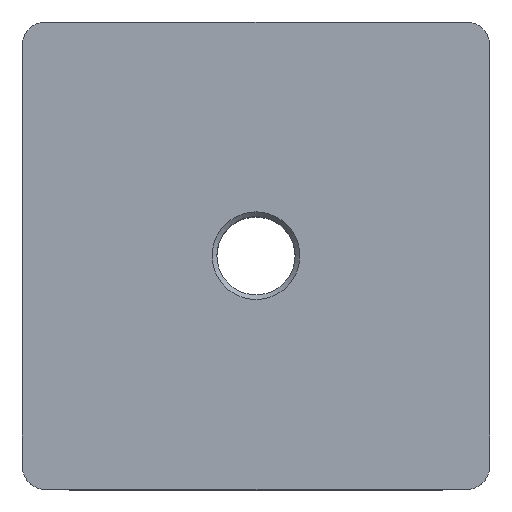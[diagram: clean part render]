
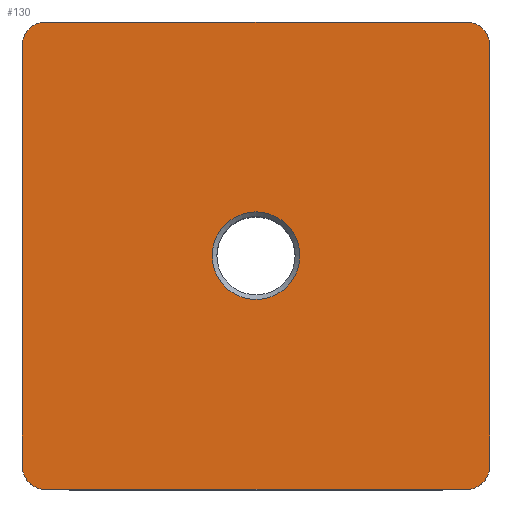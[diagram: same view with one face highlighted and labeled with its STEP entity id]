
A CAD part, top view. The second image highlights one B-rep face of the part: STEP entity #130.
In plain terms, the highlighted planar face has unit normal (0, 0, 1).
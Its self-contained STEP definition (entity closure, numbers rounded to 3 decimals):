
#130 = ADVANCED_FACE( '', ( #325, #326 ), #327, .T. );
#325 = FACE_BOUND( '', #592, .T. );
#326 = FACE_OUTER_BOUND( '', #593, .T. );
#327 = PLANE( '', #594 );
#592 = EDGE_LOOP( '', ( #923 ) );
#593 = EDGE_LOOP( '', ( #924, #925, #926, #927, #928, #929, #930, #931 ) );
#594 = AXIS2_PLACEMENT_3D( '', #932, #933, #934 );
#923 = ORIENTED_EDGE( '', *, *, #1610, .T. );
#924 = ORIENTED_EDGE( '', *, *, #1611, .T. );
#925 = ORIENTED_EDGE( '', *, *, #1612, .T. );
#926 = ORIENTED_EDGE( '', *, *, #1613, .T. );
#927 = ORIENTED_EDGE( '', *, *, #1614, .T. );
#928 = ORIENTED_EDGE( '', *, *, #1615, .T. );
#929 = ORIENTED_EDGE( '', *, *, #1569, .T. );
#930 = ORIENTED_EDGE( '', *, *, #1616, .T. );
#931 = ORIENTED_EDGE( '', *, *, #1617, .T. );
#932 = CARTESIAN_POINT( '', ( 0., 0., 36. ) );
#933 = DIRECTION( '', ( 0., 0., 1. ) );
#934 = DIRECTION( '', ( 1., 0., 0. ) );
#1569 = EDGE_CURVE( '', #1873, #1874, #1875, .T. );
#1610 = EDGE_CURVE( '', #1943, #1943, #1944, .F. );
#1611 = EDGE_CURVE( '', #1945, #1946, #1947, .T. );
#1612 = EDGE_CURVE( '', #1946, #1948, #1949, .T. );
#1613 = EDGE_CURVE( '', #1948, #1950, #1951, .T. );
#1614 = EDGE_CURVE( '', #1950, #1952, #1953, .T. );
#1615 = EDGE_CURVE( '', #1952, #1873, #1954, .T. );
#1616 = EDGE_CURVE( '', #1874, #1955, #1956, .T. );
#1617 = EDGE_CURVE( '', #1955, #1945, #1957, .T. );
#1873 = VERTEX_POINT( '', #2310 );
#1874 = VERTEX_POINT( '', #2311 );
#1875 = CIRCLE( '', #2312, 2.5 );
#1943 = VERTEX_POINT( '', #2410 );
#1944 = CIRCLE( '', #2411, 4.688 );
#1945 = VERTEX_POINT( '', #2412 );
#1946 = VERTEX_POINT( '', #2413 );
#1947 = LINE( '', #2414, #2415 );
#1948 = VERTEX_POINT( '', #2416 );
#1949 = CIRCLE( '', #2417, 2.5 );
#1950 = VERTEX_POINT( '', #2418 );
#1951 = LINE( '', #2419, #2420 );
#1952 = VERTEX_POINT( '', #2421 );
#1953 = CIRCLE( '', #2422, 2.5 );
#1954 = LINE( '', #2423, #2424 );
#1955 = VERTEX_POINT( '', #2425 );
#1956 = LINE( '', #2426, #2427 );
#1957 = CIRCLE( '', #2428, 2.5 );
#2310 = CARTESIAN_POINT( '', ( 25., 22.5, 36. ) );
#2311 = CARTESIAN_POINT( '', ( 22.5, 25., 36. ) );
#2312 = AXIS2_PLACEMENT_3D( '', #2855, #2856, #2857 );
#2410 = CARTESIAN_POINT( '', ( 4.688, 0., 36. ) );
#2411 = AXIS2_PLACEMENT_3D( '', #2891, #2892, #2893 );
#2412 = CARTESIAN_POINT( '', ( -25., 22.5, 36. ) );
#2413 = CARTESIAN_POINT( '', ( -25., -22.5, 36. ) );
#2414 = CARTESIAN_POINT( '', ( -25., 25., 36. ) );
#2415 = VECTOR( '', #2894, 1000. );
#2416 = CARTESIAN_POINT( '', ( -22.5, -25., 36. ) );
#2417 = AXIS2_PLACEMENT_3D( '', #2895, #2896, #2897 );
#2418 = CARTESIAN_POINT( '', ( 22.5, -25., 36. ) );
#2419 = CARTESIAN_POINT( '', ( -25., -25., 36. ) );
#2420 = VECTOR( '', #2898, 1000. );
#2421 = CARTESIAN_POINT( '', ( 25., -22.5, 36. ) );
#2422 = AXIS2_PLACEMENT_3D( '', #2899, #2900, #2901 );
#2423 = CARTESIAN_POINT( '', ( 25., -25., 36. ) );
#2424 = VECTOR( '', #2902, 1000. );
#2425 = CARTESIAN_POINT( '', ( -22.5, 25., 36. ) );
#2426 = CARTESIAN_POINT( '', ( 25., 25., 36. ) );
#2427 = VECTOR( '', #2903, 1000. );
#2428 = AXIS2_PLACEMENT_3D( '', #2904, #2905, #2906 );
#2855 = CARTESIAN_POINT( '', ( 22.5, 22.5, 36. ) );
#2856 = DIRECTION( '', ( 0., 0., 1. ) );
#2857 = DIRECTION( '', ( 1., 0., 0. ) );
#2891 = CARTESIAN_POINT( '', ( 0., 0., 36. ) );
#2892 = DIRECTION( '', ( 0., 0., 1. ) );
#2893 = DIRECTION( '', ( 1., 0., 0. ) );
#2894 = DIRECTION( '', ( 0., -1., 0. ) );
#2895 = CARTESIAN_POINT( '', ( -22.5, -22.5, 36. ) );
#2896 = DIRECTION( '', ( 0., 0., 1. ) );
#2897 = DIRECTION( '', ( 1., 0., 0. ) );
#2898 = DIRECTION( '', ( 1., 0., 0. ) );
#2899 = CARTESIAN_POINT( '', ( 22.5, -22.5, 36. ) );
#2900 = DIRECTION( '', ( 0., 0., 1. ) );
#2901 = DIRECTION( '', ( 1., 0., 0. ) );
#2902 = DIRECTION( '', ( 0., 1., 0. ) );
#2903 = DIRECTION( '', ( -1., 0., 0. ) );
#2904 = CARTESIAN_POINT( '', ( -22.5, 22.5, 36. ) );
#2905 = DIRECTION( '', ( 0., 0., 1. ) );
#2906 = DIRECTION( '', ( 1., 0., 0. ) );
